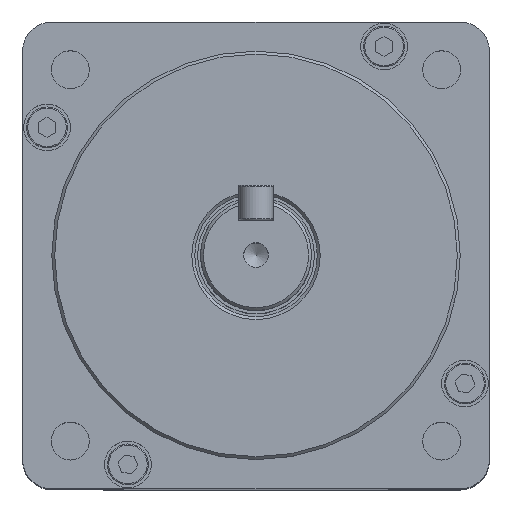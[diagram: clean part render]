
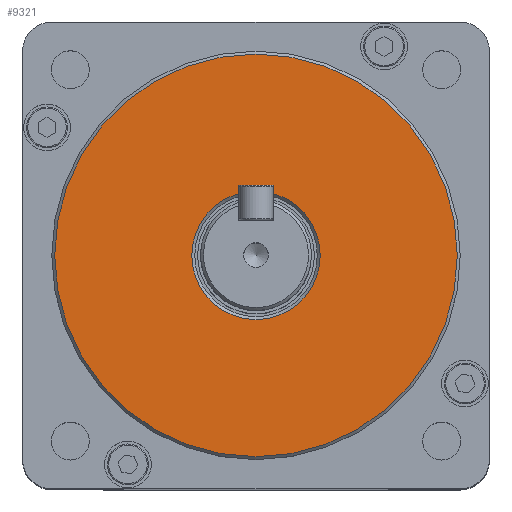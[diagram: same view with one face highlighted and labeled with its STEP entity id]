
A CAD part, top view. The second image highlights one B-rep face of the part: STEP entity #9321.
In plain terms, the highlighted planar face has unit normal (0, 0, 1).
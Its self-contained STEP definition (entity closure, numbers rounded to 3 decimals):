
#847 = EDGE_LOOP ( 'NONE', ( #23373 ) ) ;
#1889 = CARTESIAN_POINT ( 'NONE',  ( 0., 0., 19.5 ) ) ;
#1964 = AXIS2_PLACEMENT_3D ( 'NONE', #1889, #13191, #21933 ) ;
#2585 = FACE_OUTER_BOUND ( 'NONE', #847, .T. ) ;
#6115 = VERTEX_POINT ( 'NONE', #20776 ) ;
#9321 = ADVANCED_FACE ( 'NONE', ( #33416, #2585 ), #19310, .F. ) ;
#11692 = AXIS2_PLACEMENT_3D ( 'NONE', #24879, #13897, #16514 ) ;
#12417 = VERTEX_POINT ( 'NONE', #26373 ) ;
#13191 = DIRECTION ( 'NONE',  ( 0., 0., 1. ) ) ;
#13897 = DIRECTION ( 'NONE',  ( 0., 0., -1. ) ) ;
#14070 = ORIENTED_EDGE ( 'NONE', *, *, #27863, .T. ) ;
#15571 = CIRCLE ( 'NONE', #31582, 11. ) ;
#16514 = DIRECTION ( 'NONE',  ( -1., 0., 0. ) ) ;
#18966 = CARTESIAN_POINT ( 'NONE',  ( 0., 0., 19.5 ) ) ;
#19310 = PLANE ( 'NONE',  #11692 ) ;
#20776 = CARTESIAN_POINT ( 'NONE',  ( -34.5, 0., 19.5 ) ) ;
#21933 = DIRECTION ( 'NONE',  ( -1., 0., 0. ) ) ;
#23373 = ORIENTED_EDGE ( 'NONE', *, *, #27818, .T. ) ;
#24180 = DIRECTION ( 'NONE',  ( 0., 0., -1. ) ) ;
#24879 = CARTESIAN_POINT ( 'NONE',  ( 0., 10.5, 19.5 ) ) ;
#25068 = CIRCLE ( 'NONE', #1964, 34.5 ) ;
#26373 = CARTESIAN_POINT ( 'NONE',  ( -11., 0., 19.5 ) ) ;
#27818 = EDGE_CURVE ( 'NONE', #6115, #6115, #25068, .T. ) ;
#27863 = EDGE_CURVE ( 'NONE', #12417, #12417, #15571, .T. ) ;
#30292 = DIRECTION ( 'NONE',  ( -1., 0., 0. ) ) ;
#31582 = AXIS2_PLACEMENT_3D ( 'NONE', #18966, #24180, #30292 ) ;
#33416 = FACE_BOUND ( 'NONE', #34235, .T. ) ;
#34235 = EDGE_LOOP ( 'NONE', ( #14070 ) ) ;
